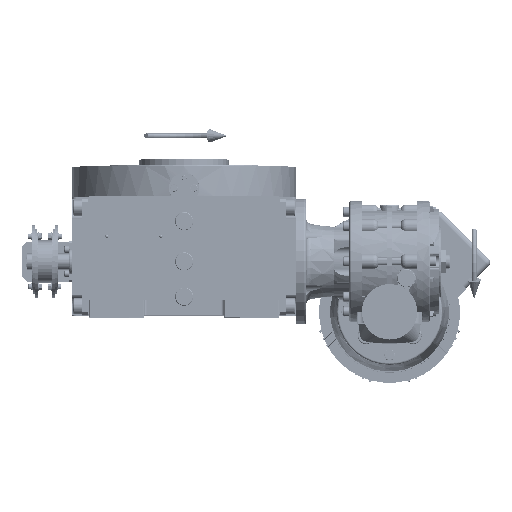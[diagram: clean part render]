
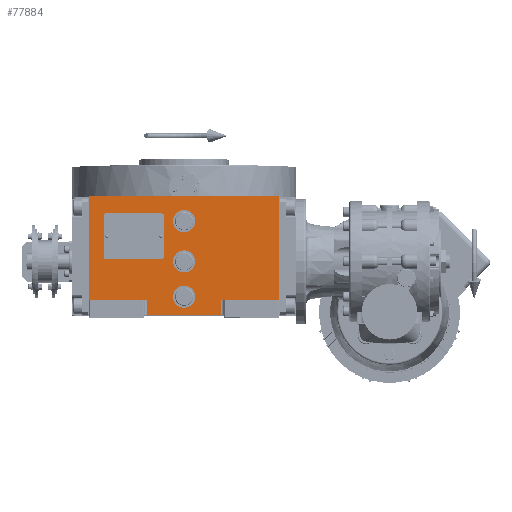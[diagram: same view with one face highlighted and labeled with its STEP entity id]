
A CAD part, top view. The second image highlights one B-rep face of the part: STEP entity #77884.
In plain terms, the highlighted planar face has unit normal (0, 0, 1).
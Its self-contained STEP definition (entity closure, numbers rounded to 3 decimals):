
#1652 = VERTEX_POINT ( 'NONE', #34523 ) ;
#3263 = CARTESIAN_POINT ( 'NONE',  ( -37., -53.5, 163.5 ) ) ;
#5214 = CARTESIAN_POINT ( 'NONE',  ( 0., -35., 163.5 ) ) ;
#6586 = CARTESIAN_POINT ( 'NONE',  ( 37., -38.5, 163.5 ) ) ;
#7631 = CARTESIAN_POINT ( 'NONE',  ( 37., -38.5, 163.5 ) ) ;
#9725 = CIRCLE ( 'NONE', #156849, 11. ) ;
#9767 = CIRCLE ( 'NONE', #171596, 11. ) ;
#11898 = CIRCLE ( 'NONE', #61830, 11. ) ;
#12449 = DIRECTION ( 'NONE',  ( 0., 0., 1. ) ) ;
#13436 = EDGE_CURVE ( 'NONE', #63909, #84341, #126420, .T. ) ;
#13848 = CARTESIAN_POINT ( 'NONE',  ( 94.5, -38.5, 163.5 ) ) ;
#15162 = DIRECTION ( 'NONE',  ( 1., 0., 0. ) ) ;
#24372 = VERTEX_POINT ( 'NONE', #176758 ) ;
#25139 = DIRECTION ( 'NONE',  ( 1., 0., 0. ) ) ;
#26296 = PLANE ( 'NONE',  #61543 ) ;
#31353 = VECTOR ( 'NONE', #47316, 1000. ) ;
#32859 = LINE ( 'NONE', #144310, #166288 ) ;
#34523 = CARTESIAN_POINT ( 'NONE',  ( -11., 40., 163.5 ) ) ;
#36448 = LINE ( 'NONE', #103725, #105645 ) ;
#36994 = DIRECTION ( 'NONE',  ( 0., -1., 0. ) ) ;
#38092 = CARTESIAN_POINT ( 'NONE',  ( -11., -35., 163.5 ) ) ;
#38179 = CARTESIAN_POINT ( 'NONE',  ( -94.5, -38.5, 163.5 ) ) ;
#39494 = VECTOR ( 'NONE', #46435, 1000. ) ;
#40893 = DIRECTION ( 'NONE',  ( -1., 0., 0. ) ) ;
#42540 = EDGE_CURVE ( 'NONE', #24372, #74657, #129158, .T. ) ;
#42692 = DIRECTION ( 'NONE',  ( 0., 0., 1. ) ) ;
#45806 = DIRECTION ( 'NONE',  ( 0., 0., 1. ) ) ;
#46435 = DIRECTION ( 'NONE',  ( 1., 0., 0. ) ) ;
#47316 = DIRECTION ( 'NONE',  ( 1., 0., 0. ) ) ;
#47627 = EDGE_CURVE ( 'NONE', #144138, #105335, #176302, .T. ) ;
#48565 = ORIENTED_EDGE ( 'NONE', *, *, #122235, .F. ) ;
#50598 = ORIENTED_EDGE ( 'NONE', *, *, #174631, .F. ) ;
#56559 = CARTESIAN_POINT ( 'NONE',  ( 11., 40., 163.5 ) ) ;
#56646 = FACE_BOUND ( 'NONE', #72143, .T. ) ;
#60567 = EDGE_CURVE ( 'NONE', #114183, #84341, #70758, .T. ) ;
#61543 = AXIS2_PLACEMENT_3D ( 'NONE', #98103, #12449, #15162 ) ;
#61830 = AXIS2_PLACEMENT_3D ( 'NONE', #172586, #168965, #156971 ) ;
#62902 = LINE ( 'NONE', #7631, #31353 ) ;
#63610 = ORIENTED_EDGE ( 'NONE', *, *, #60567, .T. ) ;
#63909 = VERTEX_POINT ( 'NONE', #115976 ) ;
#66092 = CARTESIAN_POINT ( 'NONE',  ( -94.5, -38.5, 163.5 ) ) ;
#66585 = VECTOR ( 'NONE', #36994, 1000. ) ;
#67720 = EDGE_LOOP ( 'NONE', ( #92680, #109585 ) ) ;
#70758 = LINE ( 'NONE', #126067, #153286 ) ;
#71117 = CARTESIAN_POINT ( 'NONE',  ( -94.5, 64.5, 163.5 ) ) ;
#71335 = DIRECTION ( 'NONE',  ( 0., 0., 1. ) ) ;
#72143 = EDGE_LOOP ( 'NONE', ( #148206, #92872 ) ) ;
#74275 = DIRECTION ( 'NONE',  ( 1., 0., 0. ) ) ;
#74657 = VERTEX_POINT ( 'NONE', #38092 ) ;
#75450 = DIRECTION ( 'NONE',  ( -1., 0., 0. ) ) ;
#75901 = ORIENTED_EDGE ( 'NONE', *, *, #149319, .T. ) ;
#77074 = CARTESIAN_POINT ( 'NONE',  ( 11., 0., 163.5 ) ) ;
#77884 = ADVANCED_FACE ( 'NONE', ( #152501, #56646, #111921, #138671 ), #26296, .T. ) ;
#77889 = EDGE_CURVE ( 'NONE', #159138, #118733, #129172, .T. ) ;
#80220 = ORIENTED_EDGE ( 'NONE', *, *, #77889, .F. ) ;
#82059 = CARTESIAN_POINT ( 'NONE',  ( -11., 0., 163.5 ) ) ;
#84341 = VERTEX_POINT ( 'NONE', #134169 ) ;
#87653 = CIRCLE ( 'NONE', #122901, 11. ) ;
#87994 = AXIS2_PLACEMENT_3D ( 'NONE', #5214, #45806, #89975 ) ;
#89280 = EDGE_LOOP ( 'NONE', ( #80220, #50598 ) ) ;
#89726 = ORIENTED_EDGE ( 'NONE', *, *, #101627, .T. ) ;
#89975 = DIRECTION ( 'NONE',  ( 1., 0., 0. ) ) ;
#92680 = ORIENTED_EDGE ( 'NONE', *, *, #167881, .F. ) ;
#92872 = ORIENTED_EDGE ( 'NONE', *, *, #128516, .F. ) ;
#94890 = ORIENTED_EDGE ( 'NONE', *, *, #13436, .F. ) ;
#96388 = CARTESIAN_POINT ( 'NONE',  ( 37., -53.5, 163.5 ) ) ;
#98103 = CARTESIAN_POINT ( 'NONE',  ( -94.5, -53.5, 163.5 ) ) ;
#101120 = DIRECTION ( 'NONE',  ( 0., 1., 0. ) ) ;
#101627 = EDGE_CURVE ( 'NONE', #161188, #114183, #62902, .T. ) ;
#103725 = CARTESIAN_POINT ( 'NONE',  ( -37., -53.5, 163.5 ) ) ;
#104032 = CARTESIAN_POINT ( 'NONE',  ( -94.5, -38.5, 163.5 ) ) ;
#105335 = VERTEX_POINT ( 'NONE', #136163 ) ;
#105645 = VECTOR ( 'NONE', #148842, 1000. ) ;
#108146 = DIRECTION ( 'NONE',  ( 1., 0., 0. ) ) ;
#109585 = ORIENTED_EDGE ( 'NONE', *, *, #123800, .F. ) ;
#110009 = ORIENTED_EDGE ( 'NONE', *, *, #117895, .F. ) ;
#111921 = FACE_BOUND ( 'NONE', #67720, .T. ) ;
#114183 = VERTEX_POINT ( 'NONE', #13848 ) ;
#115976 = CARTESIAN_POINT ( 'NONE',  ( -94.5, 64.5, 163.5 ) ) ;
#116150 = VERTEX_POINT ( 'NONE', #96388 ) ;
#117895 = EDGE_CURVE ( 'NONE', #161188, #116150, #121730, .T. ) ;
#118733 = VERTEX_POINT ( 'NONE', #82059 ) ;
#120995 = DIRECTION ( 'NONE',  ( 0., 0., 1. ) ) ;
#121730 = LINE ( 'NONE', #6586, #66585 ) ;
#121782 = ORIENTED_EDGE ( 'NONE', *, *, #171865, .F. ) ;
#122235 = EDGE_CURVE ( 'NONE', #161428, #105335, #36448, .T. ) ;
#122901 = AXIS2_PLACEMENT_3D ( 'NONE', #133456, #148205, #75450 ) ;
#123800 = EDGE_CURVE ( 'NONE', #1652, #136888, #11898, .T. ) ;
#126067 = CARTESIAN_POINT ( 'NONE',  ( 94.5, -38.5, 163.5 ) ) ;
#126420 = LINE ( 'NONE', #71117, #39494 ) ;
#127546 = DIRECTION ( 'NONE',  ( 1., 0., 0. ) ) ;
#128516 = EDGE_CURVE ( 'NONE', #74657, #24372, #9767, .T. ) ;
#129158 = CIRCLE ( 'NONE', #87994, 11. ) ;
#129172 = CIRCLE ( 'NONE', #161519, 11. ) ;
#133456 = CARTESIAN_POINT ( 'NONE',  ( 0., 0., 163.5 ) ) ;
#134169 = CARTESIAN_POINT ( 'NONE',  ( 94.5, 64.5, 163.5 ) ) ;
#136163 = CARTESIAN_POINT ( 'NONE',  ( -37., -38.5, 163.5 ) ) ;
#136888 = VERTEX_POINT ( 'NONE', #56559 ) ;
#138671 = FACE_OUTER_BOUND ( 'NONE', #177756, .T. ) ;
#140519 = VECTOR ( 'NONE', #108146, 1000. ) ;
#144138 = VERTEX_POINT ( 'NONE', #104032 ) ;
#144310 = CARTESIAN_POINT ( 'NONE',  ( -37., -53.5, 163.5 ) ) ;
#148205 = DIRECTION ( 'NONE',  ( 0., 0., 1. ) ) ;
#148206 = ORIENTED_EDGE ( 'NONE', *, *, #42540, .F. ) ;
#148842 = DIRECTION ( 'NONE',  ( 0., 1., 0. ) ) ;
#149319 = EDGE_CURVE ( 'NONE', #161428, #116150, #32859, .T. ) ;
#149999 = LINE ( 'NONE', #66092, #175068 ) ;
#152501 = FACE_BOUND ( 'NONE', #89280, .T. ) ;
#153286 = VECTOR ( 'NONE', #101120, 1000. ) ;
#156849 = AXIS2_PLACEMENT_3D ( 'NONE', #166046, #120995, #25139 ) ;
#156971 = DIRECTION ( 'NONE',  ( -1., 0., 0. ) ) ;
#159138 = VERTEX_POINT ( 'NONE', #77074 ) ;
#161188 = VERTEX_POINT ( 'NONE', #170203 ) ;
#161428 = VERTEX_POINT ( 'NONE', #3263 ) ;
#161519 = AXIS2_PLACEMENT_3D ( 'NONE', #168087, #71335, #127546 ) ;
#164689 = DIRECTION ( 'NONE',  ( 0., 1., 0. ) ) ;
#166046 = CARTESIAN_POINT ( 'NONE',  ( 0., 40., 163.5 ) ) ;
#166288 = VECTOR ( 'NONE', #74275, 1000. ) ;
#167034 = CARTESIAN_POINT ( 'NONE',  ( 0., -35., 163.5 ) ) ;
#167881 = EDGE_CURVE ( 'NONE', #136888, #1652, #9725, .T. ) ;
#168087 = CARTESIAN_POINT ( 'NONE',  ( 0., 0., 163.5 ) ) ;
#168965 = DIRECTION ( 'NONE',  ( 0., 0., 1. ) ) ;
#170203 = CARTESIAN_POINT ( 'NONE',  ( 37., -38.5, 163.5 ) ) ;
#171596 = AXIS2_PLACEMENT_3D ( 'NONE', #167034, #42692, #40893 ) ;
#171865 = EDGE_CURVE ( 'NONE', #144138, #63909, #149999, .T. ) ;
#172586 = CARTESIAN_POINT ( 'NONE',  ( 0., 40., 163.5 ) ) ;
#174631 = EDGE_CURVE ( 'NONE', #118733, #159138, #87653, .T. ) ;
#175068 = VECTOR ( 'NONE', #164689, 1000. ) ;
#176302 = LINE ( 'NONE', #38179, #140519 ) ;
#176528 = ORIENTED_EDGE ( 'NONE', *, *, #47627, .T. ) ;
#176758 = CARTESIAN_POINT ( 'NONE',  ( 11., -35., 163.5 ) ) ;
#177756 = EDGE_LOOP ( 'NONE', ( #75901, #110009, #89726, #63610, #94890, #121782, #176528, #48565 ) ) ;
